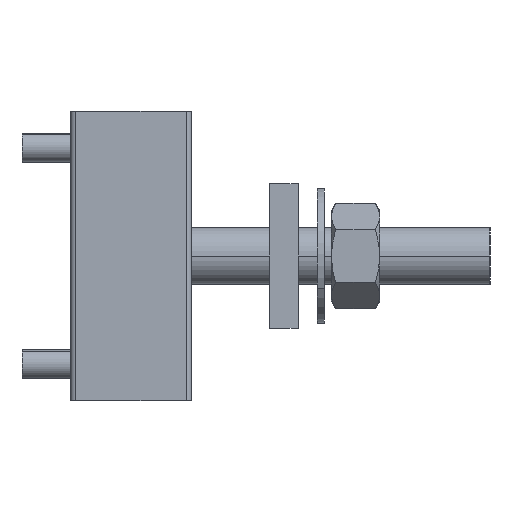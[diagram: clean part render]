
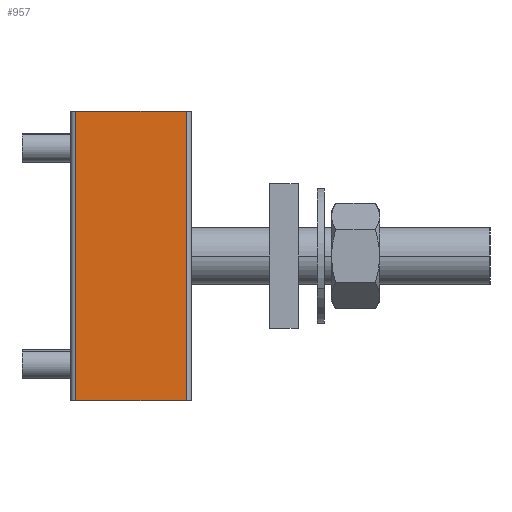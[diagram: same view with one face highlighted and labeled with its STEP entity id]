
A CAD part, left-side view. The second image highlights one B-rep face of the part: STEP entity #957.
In plain terms, the highlighted planar face has unit normal (-1, 0, 0).
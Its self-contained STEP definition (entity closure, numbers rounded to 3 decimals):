
#400=CARTESIAN_POINT('Vertex',(-258.,-14.,122.)) ;
#426=CARTESIAN_POINT('Vertex',(-258.,9.,122.)) ;
#429=CARTESIAN_POINT('Line Origine',(-258.,-2.5,122.)) ;
#650=CARTESIAN_POINT('Vertex',(-258.,-14.,62.)) ;
#653=CARTESIAN_POINT('Line Origine',(-258.,-14.,92.)) ;
#934=CARTESIAN_POINT('Axis2P3D Location',(-258.,-15.,92.)) ;
#939=CARTESIAN_POINT('Line Origine',(-258.,9.,92.)) ;
#943=CARTESIAN_POINT('Vertex',(-258.,9.,62.)) ;
#946=CARTESIAN_POINT('Line Origine',(-258.,-2.5,62.)) ;
#430=DIRECTION('Vector Direction',(0.,1.,0.)) ;
#654=DIRECTION('Vector Direction',(0.,0.,-1.)) ;
#935=DIRECTION('Axis2P3D Direction',(-1.,0.,0.)) ;
#936=DIRECTION('Axis2P3D XDirection',(0.,1.,0.)) ;
#940=DIRECTION('Vector Direction',(0.,0.,-1.)) ;
#947=DIRECTION('Vector Direction',(0.,1.,0.)) ;
#937=AXIS2_PLACEMENT_3D('Plane Axis2P3D',#934,#935,#936) ;
#952=ORIENTED_EDGE('',*,*,#433,.T.) ;
#953=ORIENTED_EDGE('',*,*,#945,.T.) ;
#954=ORIENTED_EDGE('',*,*,#950,.F.) ;
#955=ORIENTED_EDGE('',*,*,#657,.F.) ;
#431=VECTOR('Line Direction',#430,1.) ;
#655=VECTOR('Line Direction',#654,1.) ;
#941=VECTOR('Line Direction',#940,1.) ;
#948=VECTOR('Line Direction',#947,1.) ;
#957=ADVANCED_FACE('Body.2',(#956),#938,.T.) ;
#433=EDGE_CURVE('',#401,#427,#432,.T.) ;
#657=EDGE_CURVE('',#401,#651,#656,.T.) ;
#945=EDGE_CURVE('',#427,#944,#942,.T.) ;
#950=EDGE_CURVE('',#651,#944,#949,.T.) ;
#951=EDGE_LOOP('',(#952,#953,#954,#955)) ;
#956=FACE_OUTER_BOUND('',#951,.T.) ;
#432=LINE('Line',#429,#431) ;
#656=LINE('Line',#653,#655) ;
#942=LINE('Line',#939,#941) ;
#949=LINE('Line',#946,#948) ;
#938=PLANE('',#937) ;
#401=VERTEX_POINT('',#400) ;
#427=VERTEX_POINT('',#426) ;
#651=VERTEX_POINT('',#650) ;
#944=VERTEX_POINT('',#943) ;
